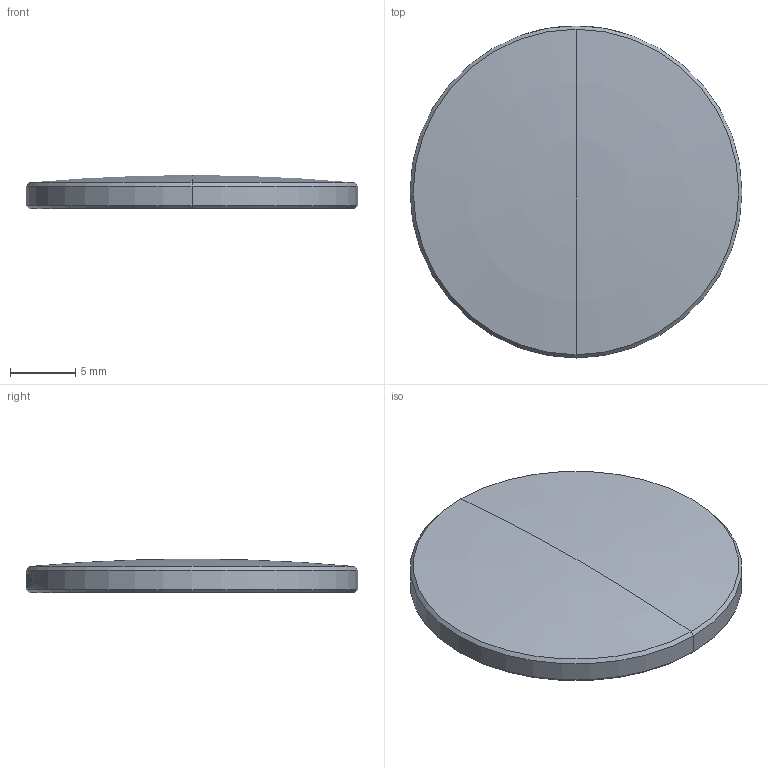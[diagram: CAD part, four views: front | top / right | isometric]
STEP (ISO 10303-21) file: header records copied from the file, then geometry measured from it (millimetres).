
FILE_DESCRIPTION (( 'STEP AP214' ), '1' );
FILE_NAME ('CTN015549-E0W.STEP', '2020-05-08T04:10:56', ( '' ), ( '' ), 'SwSTEP 2.0', 'SolidWorks 2018', '' );
FILE_SCHEMA (( 'AUTOMOTIVE_DESIGN' ));
Length unit declared in the file: millimetre
Products named in the file (1): CTN015549-E0W
Bounding box: 25.4 x 25.4 x 2.59 mm (x, y, z)
Volume: 1157.7 mm3; surface area: 1151.8 mm2
Topology: 1 solids, 1 shells, 29 faces, 144 edges, 131 vertices
Faces by surface type: cylinder 22, cone 4, torus 2, plane 1
Entity records: 2647 total; most frequent: CARTESIAN_POINT 1168, ORIENTED_EDGE 284, DIRECTION 172, EDGE_CURVE 142, VERTEX_POINT 131, B_SPLINE_CURVE_WITH_KNOTS 69, AXIS2_PLACEMENT_3D 69, EDGE_LOOP 45
